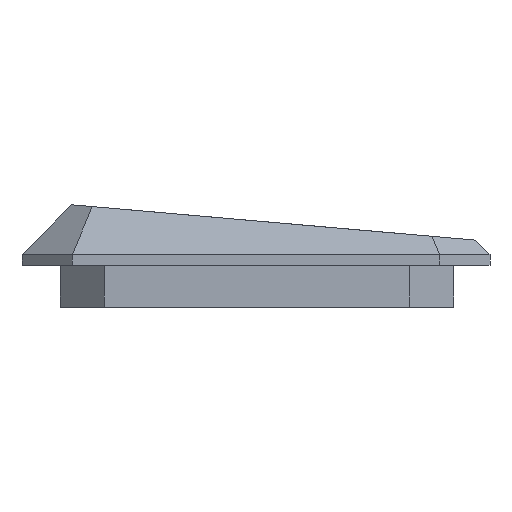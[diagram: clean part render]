
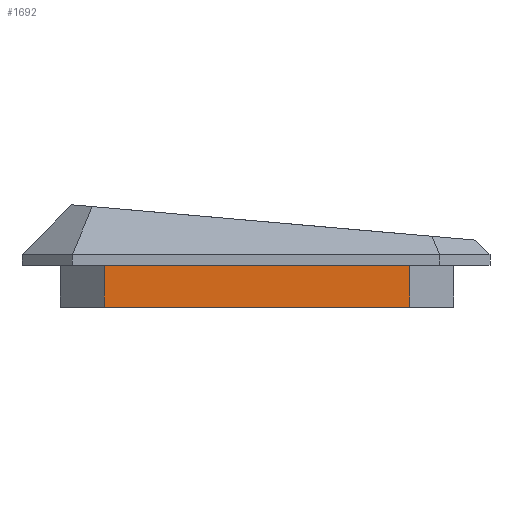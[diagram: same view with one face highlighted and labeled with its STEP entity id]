
A CAD part, front view. The second image highlights one B-rep face of the part: STEP entity #1692.
In plain terms, the highlighted planar face has unit normal (0, -1, 0).
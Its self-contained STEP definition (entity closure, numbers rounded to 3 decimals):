
#38=FACE_OUTER_BOUND('',#135,.T.);
#135=EDGE_LOOP('',(#1181,#1182,#1183,#1184));
#292=LINE('',#2427,#535);
#293=LINE('',#2429,#536);
#294=LINE('',#2431,#537);
#295=LINE('',#2432,#538);
#535=VECTOR('',#1950,10.);
#536=VECTOR('',#1951,10.);
#537=VECTOR('',#1952,10.);
#538=VECTOR('',#1953,10.);
#776=VERTEX_POINT('',#2425);
#777=VERTEX_POINT('',#2426);
#778=VERTEX_POINT('',#2428);
#779=VERTEX_POINT('',#2430);
#936=EDGE_CURVE('',#776,#777,#292,.T.);
#937=EDGE_CURVE('',#778,#777,#293,.T.);
#938=EDGE_CURVE('',#779,#778,#294,.F.);
#939=EDGE_CURVE('',#779,#776,#295,.T.);
#1181=ORIENTED_EDGE('',*,*,#936,.T.);
#1182=ORIENTED_EDGE('',*,*,#937,.F.);
#1183=ORIENTED_EDGE('',*,*,#938,.F.);
#1184=ORIENTED_EDGE('',*,*,#939,.T.);
#1605=PLANE('',#1793);
#1692=ADVANCED_FACE('',(#38),#1605,.T.);
#1793=AXIS2_PLACEMENT_3D('',#2424,#1948,#1949);
#1948=DIRECTION('center_axis',(0.,-1.,0.));
#1949=DIRECTION('ref_axis',(-1.,0.,0.));
#1950=DIRECTION('',(1.,0.,0.));
#1951=DIRECTION('',(0.,0.,-1.));
#1952=DIRECTION('',(-1.,0.,0.));
#1953=DIRECTION('',(0.,0.,-1.));
#2424=CARTESIAN_POINT('Origin',(-41.888,10.45,10.));
#2425=CARTESIAN_POINT('',(-55.763,10.45,8.1));
#2426=CARTESIAN_POINT('',(-41.888,10.45,8.1));
#2427=CARTESIAN_POINT('',(-45.381,10.45,8.1));
#2428=CARTESIAN_POINT('',(-41.888,10.45,10.));
#2429=CARTESIAN_POINT('',(-41.888,10.45,10.));
#2430=CARTESIAN_POINT('',(-55.763,10.45,10.));
#2431=CARTESIAN_POINT('',(-43.756,10.45,10.));
#2432=CARTESIAN_POINT('',(-55.763,10.45,10.));
